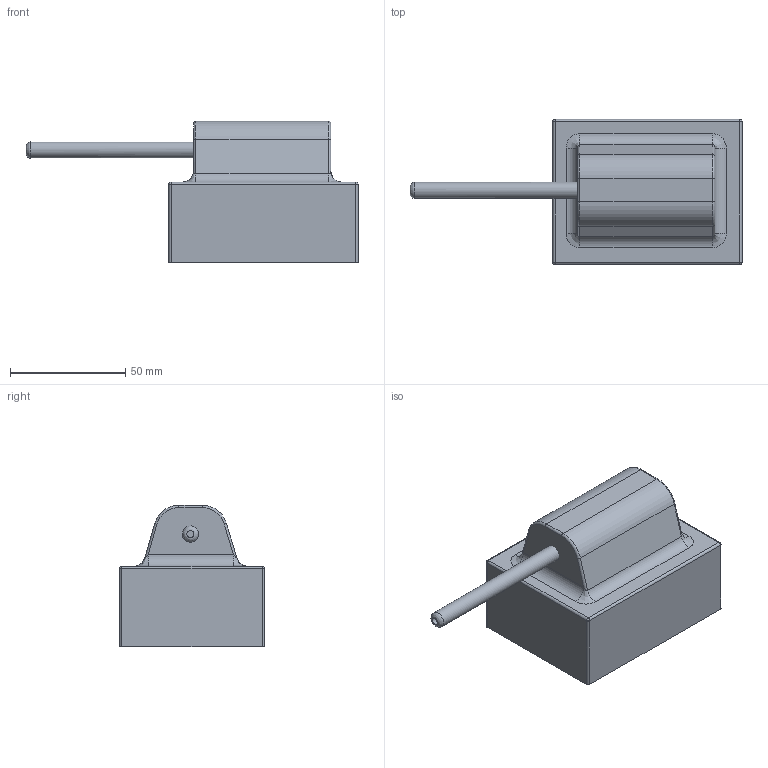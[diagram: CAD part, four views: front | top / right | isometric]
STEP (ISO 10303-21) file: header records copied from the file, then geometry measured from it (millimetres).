
FILE_DESCRIPTION(/* description */ (''),/* implementation_level */ '2;1');
FILE_NAME(/* name */ 'tank.step',/* time_stamp */ '2025-07-15T02:43:27+09:00',/* author */ (''),/* organization */ (''),/* preprocessor_version */ 'ST-DEVELOPER v20.1',/* originating_system */ 'Autodesk Translation Framework v14.10.0.0',/* authorisation */ '');
FILE_SCHEMA (('AUTOMOTIVE_DESIGN { 1 0 10303 214 3 1 1 }'));
Length unit declared in the file: millimetre
Products named in the file (1): 2025-07-15-01-35-27-259
Bounding box: 144.2 x 63 x 61.5 mm (x, y, z)
Volume: 98790.5 mm3; surface area: 34376.9 mm2
Topology: 2 solids, 2 shells, 53 faces, 113 edges, 66 vertices
Faces by surface type: cylinder 22, plane 18, bspline 5, sphere 4, torus 4
Full cylindrical faces by diameter (mm): 3 x1, 7 x1
Entity records: 1600 total; most frequent: CARTESIAN_POINT 399, DIRECTION 266, ORIENTED_EDGE 226, EDGE_CURVE 113, AXIS2_PLACEMENT_3D 104, VERTEX_POINT 66, LINE 58, VECTOR 58
